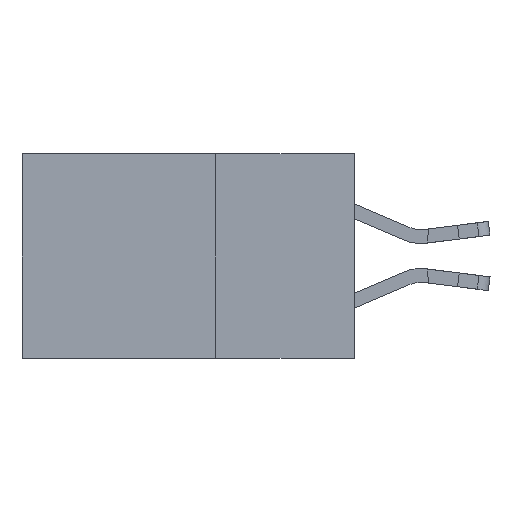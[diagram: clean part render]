
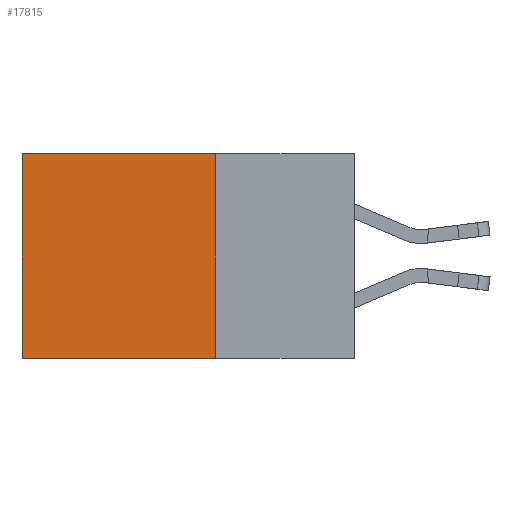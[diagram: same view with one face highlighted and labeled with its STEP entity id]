
A CAD part, left-side view. The second image highlights one B-rep face of the part: STEP entity #17815.
In plain terms, the highlighted planar face has unit normal (-1, 0, 0).
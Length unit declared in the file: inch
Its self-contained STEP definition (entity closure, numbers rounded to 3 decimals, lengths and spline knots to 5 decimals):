
#885 = VECTOR ( 'NONE', #8184, 39.37008 ) ;
#1425 = CARTESIAN_POINT ( 'NONE',  ( 0.2615, 0.6, 0. ) ) ;
#3915 = VERTEX_POINT ( 'NONE', #9043 ) ;
#3930 = CARTESIAN_POINT ( 'NONE',  ( 0.2615, 0.25, 0. ) ) ;
#3999 = ORIENTED_EDGE ( 'NONE', *, *, #13292, .T. ) ;
#4281 = PLANE ( 'NONE',  #10009 ) ;
#4827 = LINE ( 'NONE', #7648, #10447 ) ;
#4959 = EDGE_CURVE ( 'NONE', #8713, #3915, #14030, .T. ) ;
#5650 = CARTESIAN_POINT ( 'NONE',  ( 0.2615, 0.25, -0.37 ) ) ;
#5652 = VERTEX_POINT ( 'NONE', #5650 ) ;
#5987 = DIRECTION ( 'NONE',  ( 0., 0., -1. ) ) ;
#7437 = VECTOR ( 'NONE', #21040, 39.37008 ) ;
#7597 = ORIENTED_EDGE ( 'NONE', *, *, #10459, .F. ) ;
#7648 = CARTESIAN_POINT ( 'NONE',  ( 0.2615, 0.25, -0.37 ) ) ;
#8157 = ORIENTED_EDGE ( 'NONE', *, *, #16722, .F. ) ;
#8184 = DIRECTION ( 'NONE',  ( 0., 1., 0. ) ) ;
#8682 = FACE_OUTER_BOUND ( 'NONE', #10168, .T. ) ;
#8713 = VERTEX_POINT ( 'NONE', #1425 ) ;
#9043 = CARTESIAN_POINT ( 'NONE',  ( 0.2615, 0.6, -0.37 ) ) ;
#9391 = CARTESIAN_POINT ( 'NONE',  ( 0.2615, 0.25, -0.37 ) ) ;
#10009 = AXIS2_PLACEMENT_3D ( 'NONE', #9391, #16213, #5987 ) ;
#10109 = ORIENTED_EDGE ( 'NONE', *, *, #4959, .T. ) ;
#10168 = EDGE_LOOP ( 'NONE', ( #10109, #8157, #7597, #3999 ) ) ;
#10447 = VECTOR ( 'NONE', #14429, 39.37008 ) ;
#10459 = EDGE_CURVE ( 'NONE', #12823, #5652, #4827, .T. ) ;
#12823 = VERTEX_POINT ( 'NONE', #16415 ) ;
#13292 = EDGE_CURVE ( 'NONE', #12823, #8713, #17017, .T. ) ;
#14030 = LINE ( 'NONE', #21067, #20435 ) ;
#14045 = LINE ( 'NONE', #15029, #885 ) ;
#14267 = DIRECTION ( 'NONE',  ( 0., 0., -1. ) ) ;
#14429 = DIRECTION ( 'NONE',  ( 0., 0., -1. ) ) ;
#15029 = CARTESIAN_POINT ( 'NONE',  ( 0.2615, 0.25, -0.37 ) ) ;
#16213 = DIRECTION ( 'NONE',  ( 1., 0., 0. ) ) ;
#16415 = CARTESIAN_POINT ( 'NONE',  ( 0.2615, 0.25, 0. ) ) ;
#16722 = EDGE_CURVE ( 'NONE', #5652, #3915, #14045, .T. ) ;
#17017 = LINE ( 'NONE', #3930, #7437 ) ;
#17815 = ADVANCED_FACE ( 'NONE', ( #8682 ), #4281, .F. ) ;
#20435 = VECTOR ( 'NONE', #14267, 39.37008 ) ;
#21040 = DIRECTION ( 'NONE',  ( 0., 1., 0. ) ) ;
#21067 = CARTESIAN_POINT ( 'NONE',  ( 0.2615, 0.6, -0.37 ) ) ;
